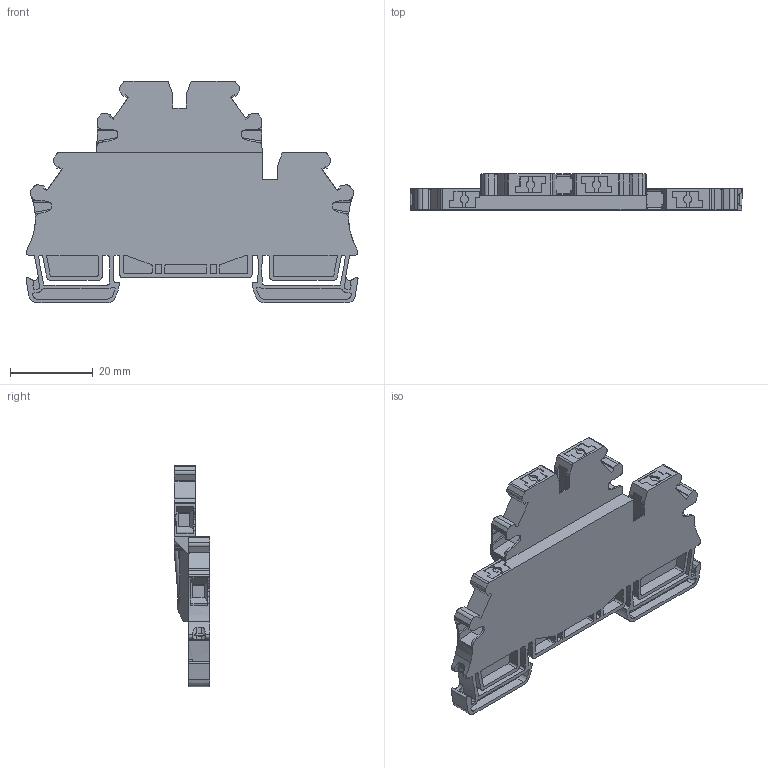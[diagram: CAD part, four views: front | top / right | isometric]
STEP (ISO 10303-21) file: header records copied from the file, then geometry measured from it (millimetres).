
FILE_DESCRIPTION( ('This file contains a STEP AP42 implementation' ,'as created by ZW3D STEP Interface translator.') ,'2;1' );
FILE_NAME( 'RPITT2.5ÓëRPITT2.5-PV¶Ë×Ó-Ä£ÐÍ.stp' ,'24 221.105951', (''), ('ZWCAD Software Co.'), 'Version 1.0', 'ZW3D to STEP translator', '' );
FILE_SCHEMA(('AUTOMOTIVE_DESIGN { 1 0 10303 214 1 1 1 1 }'));
Length unit declared in the file: millimetre
Products named in the file (2): 0; RPITB2.5陔
Bounding box: 80.13 x 8.65 x 53.5 mm (x, y, z)
Volume: 13809.2 mm3; surface area: 11055.2 mm2
Topology: 1 solids, 11 shells, 804 faces, 2288 edges, 1530 vertices
Faces by surface type: plane 531, cylinder 228, bspline 42, cone 3
Full cylindrical faces by diameter (mm): 4 x2
Entity records: 27868 total; most frequent: CARTESIAN_POINT 6012, ORIENTED_EDGE 4580, DIRECTION 4141, EDGE_CURVE 2292, VECTOR 1669, LINE 1669, VERTEX_POINT 1534, AXIS2_PLACEMENT_3D 1236
